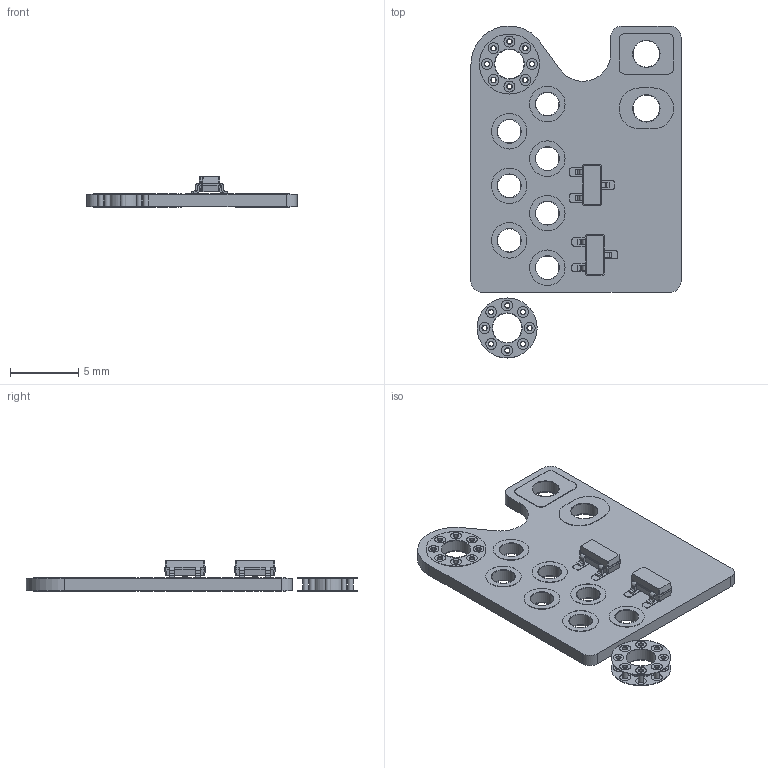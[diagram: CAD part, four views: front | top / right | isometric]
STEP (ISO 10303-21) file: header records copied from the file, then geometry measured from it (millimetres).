
FILE_DESCRIPTION(('KiCad electronic assembly'),'2;1');
FILE_NAME('VORTAC_TOOLPLATE_REV1.step','2025-05-24T16:39:16',('Pcbnew'), ('Kicad'),'Open CASCADE STEP processor 7.8','KiCad to STEP converter', 'Unknown');
FILE_SCHEMA(('AUTOMOTIVE_DESIGN { 1 0 10303 214 1 1 1 1 }'));
Length unit declared in the file: millimetre
Products named in the file (4): VORTAC_TOOLPLATE_REV1 1; SOT-23; VORTAC_TOOLPLATE_REV1_pad; VORTAC_TOOLPLATE_REV1_PCB
Assembly tree (4 placements, depth 2):
  VORTAC_TOOLPLATE_REV1 1
    SOT-23  x2
    VORTAC_TOOLPLATE_REV1_pad
    VORTAC_TOOLPLATE_REV1_PCB
Bounding box: 15.4 x 24.34 x 2.23 mm (x, y, z)
Volume: 246.3 mm3; surface area: 1131.4 mm2
Topology: 90 solids, 90 shells, 621 faces, 1239 edges, 798 vertices
Faces by surface type: plane 293, cylinder 274, bspline 54
Full cylindrical faces by diameter (mm): 0.35 x80, 0.4 x24, 0.8 x32, 1.7 x21, 1.75 x14, 1.95 x6, 2 x4, 2.15 x6, 2.2 x3, 2.6 x14, 4.4 x4
Entity records: 15584 total; most frequent: DIRECTION 2597, CARTESIAN_POINT 2414, ORIENTED_EDGE 2118, EDGE_CURVE 1059, AXIS2_PLACEMENT_3D 1047, FACE_BOUND 807, EDGE_LOOP 807, VERTEX_POINT 692
